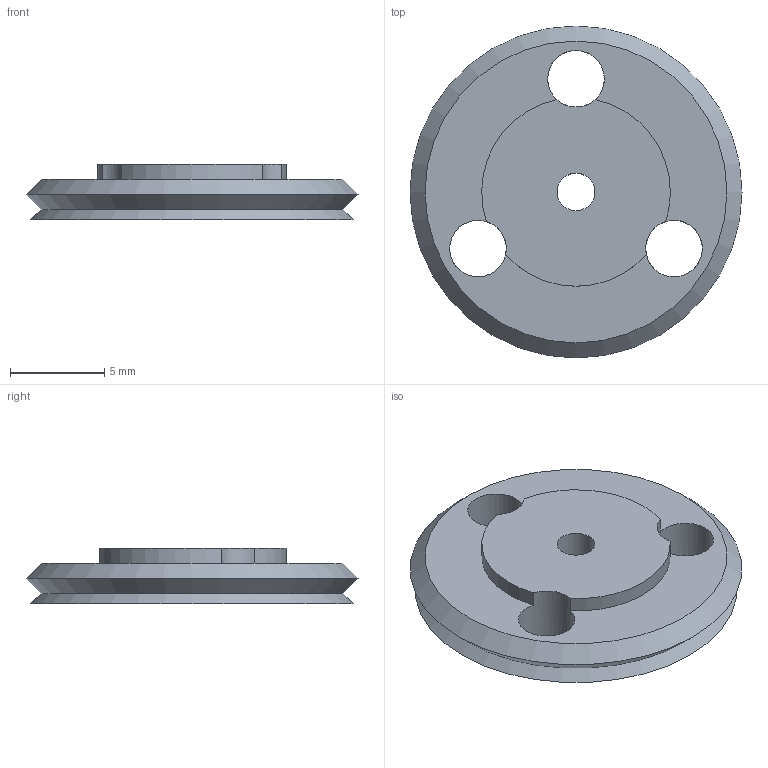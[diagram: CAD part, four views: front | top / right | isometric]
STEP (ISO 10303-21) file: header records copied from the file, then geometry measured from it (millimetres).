
FILE_DESCRIPTION(('FreeCAD Model'),'2;1');
FILE_NAME('LAQ0202Lid.step','2018-06-25T16:41:33',('Author'),(''), 'Open CASCADE STEP processor 6.9','FreeCAD','Unknown');
FILE_SCHEMA(('AUTOMOTIVE_DESIGN_CC2 { 1 2 10303 214 -1 1 5 4 }'));
Length unit declared in the file: millimetre
Products named in the file (2): ASSEMBLY; LAQ0202Lid
Assembly tree (1 placements, depth 2):
  ASSEMBLY
    LAQ0202Lid
Bounding box: 17.6 x 17.6 x 2.94 mm (x, y, z)
Volume: 478.1 mm3; surface area: 645.6 mm2
Topology: 1 solids, 1 shells, 13 faces, 39 edges, 26 vertices
Faces by surface type: cylinder 7, cone 3, plane 3
Full cylindrical faces by diameter (mm): 2 x1, 3 x3
Entity records: 1046 total; most frequent: CARTESIAN_POINT 250, DIRECTION 146, ORIENTED_EDGE 78, PCURVE 78, DEFINITIONAL_REPRESENTATION 78, LINE 53, VECTOR 53, AXIS2_PLACEMENT_3D 41
